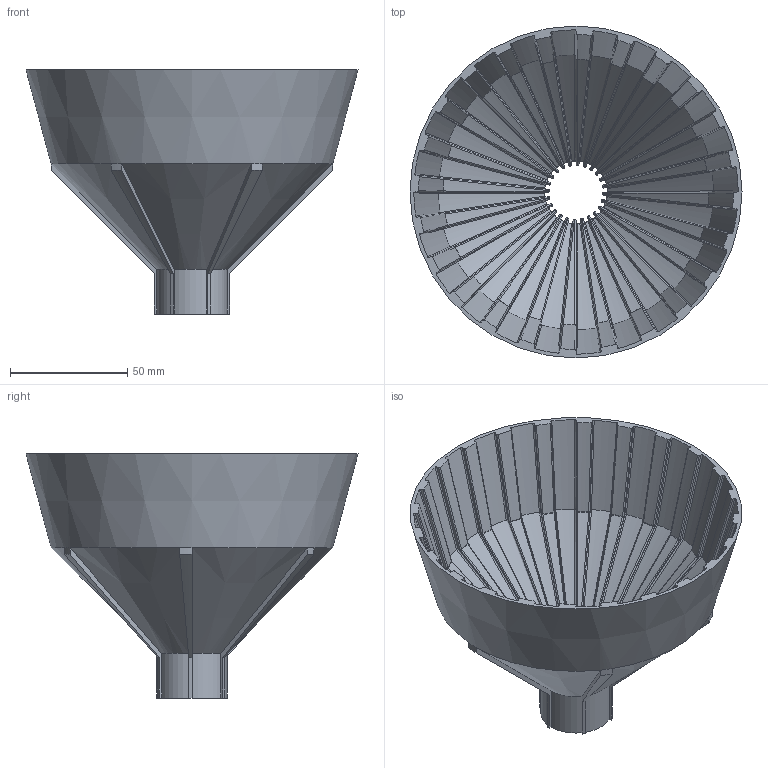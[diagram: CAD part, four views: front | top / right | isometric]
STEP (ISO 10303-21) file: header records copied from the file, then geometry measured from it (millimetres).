
FILE_DESCRIPTION(/* description */ (''),/* implementation_level */ '2;1');
FILE_NAME(/* name */ 'Funil v5.step',/* time_stamp */ '2024-10-22T14:27:06-03:00',/* author */ (''),/* organization */ (''),/* preprocessor_version */ 'ST-DEVELOPER v20',/* originating_system */ 'Autodesk Translation Framework v13.20.0.188',/* authorisation */ '');
FILE_SCHEMA (('AUTOMOTIVE_DESIGN { 1 0 10303 214 3 1 1 }'));
Length unit declared in the file: millimetre
Products named in the file (1): Funil
Bounding box: 141.44 x 141.44 x 104 mm (x, y, z)
Volume: 76407.6 mm3; surface area: 75018.6 mm2
Topology: 1 solids, 1 shells, 598 faces, 1727 edges, 1131 vertices
Faces by surface type: bspline 240, cylinder 139, cone 133, plane 62, torus 24
Full cylindrical faces by diameter (mm): 26.8 x1
Entity records: 34869 total; most frequent: CARTESIAN_POINT 21381, ORIENTED_EDGE 3454, DIRECTION 1890, EDGE_CURVE 1727, VERTEX_POINT 1131, B_SPLINE_CURVE_WITH_KNOTS 960, AXIS2_PLACEMENT_3D 764, EDGE_LOOP 600
